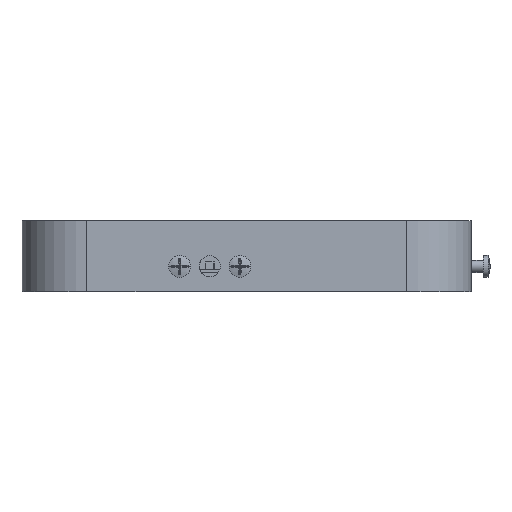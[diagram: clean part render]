
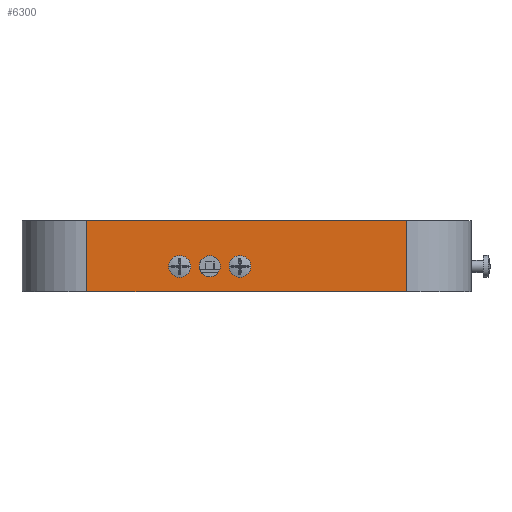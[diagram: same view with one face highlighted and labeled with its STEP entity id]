
A CAD part, left-side view. The second image highlights one B-rep face of the part: STEP entity #6300.
In plain terms, the highlighted planar face has unit normal (-1, 0, 0).
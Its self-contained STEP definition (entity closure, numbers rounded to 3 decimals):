
#181 = CARTESIAN_POINT ( 'NONE',  ( -13.2, 0., 4. ) ) ;
#205 = DIRECTION ( 'NONE',  ( 0., -1., 0. ) ) ;
#447 = CARTESIAN_POINT ( 'NONE',  ( -13.2, 33.884, 3.728 ) ) ;
#551 = DIRECTION ( 'NONE',  ( -1., 0., 0. ) ) ;
#716 = EDGE_CURVE ( 'NONE', #6827, #7410, #3363, .T. ) ;
#928 = VERTEX_POINT ( 'NONE', #8949 ) ;
#990 = VERTEX_POINT ( 'NONE', #8532 ) ;
#1018 = VERTEX_POINT ( 'NONE', #6788 ) ;
#1386 = CIRCLE ( 'NONE', #8320, 1.45 ) ;
#1446 = CARTESIAN_POINT ( 'NONE',  ( -13.2, 65., 0. ) ) ;
#1462 = DIRECTION ( 'NONE',  ( 0., 0., -1. ) ) ;
#1467 = VERTEX_POINT ( 'NONE', #447 ) ;
#1479 = CARTESIAN_POINT ( 'NONE',  ( -13.2, 46.124, 5.178 ) ) ;
#1791 = CARTESIAN_POINT ( 'NONE',  ( -13.2, 65., 14.5 ) ) ;
#1840 = EDGE_LOOP ( 'NONE', ( #8849, #13293 ) ) ;
#1844 = EDGE_CURVE ( 'NONE', #2113, #9656, #3986, .T. ) ;
#1908 = CIRCLE ( 'NONE', #8118, 1.45 ) ;
#1911 = EDGE_CURVE ( 'NONE', #6132, #928, #11617, .T. ) ;
#1954 = ORIENTED_EDGE ( 'NONE', *, *, #1911, .F. ) ;
#1973 = EDGE_CURVE ( 'NONE', #1018, #990, #8302, .T. ) ;
#2113 = VERTEX_POINT ( 'NONE', #10312 ) ;
#2235 = ORIENTED_EDGE ( 'NONE', *, *, #11808, .T. ) ;
#2383 = FACE_BOUND ( 'NONE', #2934, .T. ) ;
#2587 = CIRCLE ( 'NONE', #9539, 1.45 ) ;
#2643 = EDGE_CURVE ( 'NONE', #990, #1018, #11653, .T. ) ;
#2934 = EDGE_LOOP ( 'NONE', ( #3815, #3732 ) ) ;
#2954 = CARTESIAN_POINT ( 'NONE',  ( -13.2, 33.884, 5.178 ) ) ;
#2979 = CARTESIAN_POINT ( 'NONE',  ( -13.2, 40., 5.198 ) ) ;
#3254 = ORIENTED_EDGE ( 'NONE', *, *, #14234, .F. ) ;
#3363 = LINE ( 'NONE', #9518, #12484 ) ;
#3579 = DIRECTION ( 'NONE',  ( 0., 0., 1. ) ) ;
#3732 = ORIENTED_EDGE ( 'NONE', *, *, #7580, .F. ) ;
#3815 = ORIENTED_EDGE ( 'NONE', *, *, #1844, .F. ) ;
#3980 = CARTESIAN_POINT ( 'NONE',  ( -13.2, 65., 4. ) ) ;
#3986 = CIRCLE ( 'NONE', #11430, 1.45 ) ;
#4844 = AXIS2_PLACEMENT_3D ( 'NONE', #6961, #9128, #1462 ) ;
#5276 = EDGE_CURVE ( 'NONE', #8452, #1467, #2587, .T. ) ;
#5585 = DIRECTION ( 'NONE',  ( -1., 0., 0. ) ) ;
#5759 = FACE_BOUND ( 'NONE', #1840, .T. ) ;
#5786 = DIRECTION ( 'NONE',  ( -1., 0., 0. ) ) ;
#5911 = DIRECTION ( 'NONE',  ( -1., 0., 0. ) ) ;
#6008 = ORIENTED_EDGE ( 'NONE', *, *, #2643, .F. ) ;
#6044 = VECTOR ( 'NONE', #8636, 1000. ) ;
#6132 = VERTEX_POINT ( 'NONE', #1791 ) ;
#6300 = ADVANCED_FACE ( 'NONE', ( #2383, #7924, #6884, #5759 ), #10341, .F. ) ;
#6584 = ORIENTED_EDGE ( 'NONE', *, *, #1973, .F. ) ;
#6709 = ORIENTED_EDGE ( 'NONE', *, *, #716, .T. ) ;
#6716 = DIRECTION ( 'NONE',  ( 0., 0., -1. ) ) ;
#6788 = CARTESIAN_POINT ( 'NONE',  ( -13.2, 42.15, 5.198 ) ) ;
#6827 = VERTEX_POINT ( 'NONE', #1446 ) ;
#6884 = FACE_OUTER_BOUND ( 'NONE', #11971, .T. ) ;
#6961 = CARTESIAN_POINT ( 'NONE',  ( -13.2, 0., 4. ) ) ;
#7246 = EDGE_LOOP ( 'NONE', ( #6008, #6584 ) ) ;
#7410 = VERTEX_POINT ( 'NONE', #12093 ) ;
#7580 = EDGE_CURVE ( 'NONE', #9656, #2113, #1908, .T. ) ;
#7688 = CARTESIAN_POINT ( 'NONE',  ( -13.2, 46.124, 3.728 ) ) ;
#7924 = FACE_BOUND ( 'NONE', #7246, .T. ) ;
#7952 = CARTESIAN_POINT ( 'NONE',  ( -13.2, 40., 5.198 ) ) ;
#8118 = AXIS2_PLACEMENT_3D ( 'NONE', #1479, #9506, #8229 ) ;
#8229 = DIRECTION ( 'NONE',  ( 0., 0., 1. ) ) ;
#8301 = VECTOR ( 'NONE', #6716, 1000. ) ;
#8302 = CIRCLE ( 'NONE', #14072, 2.15 ) ;
#8304 = CARTESIAN_POINT ( 'NONE',  ( -13.2, 46.124, 5.178 ) ) ;
#8320 = AXIS2_PLACEMENT_3D ( 'NONE', #10843, #551, #14632 ) ;
#8452 = VERTEX_POINT ( 'NONE', #13892 ) ;
#8532 = CARTESIAN_POINT ( 'NONE',  ( -13.2, 37.85, 5.198 ) ) ;
#8636 = DIRECTION ( 'NONE',  ( 0., 0., -1. ) ) ;
#8849 = ORIENTED_EDGE ( 'NONE', *, *, #5276, .F. ) ;
#8949 = CARTESIAN_POINT ( 'NONE',  ( -13.2, 0., 14.5 ) ) ;
#8994 = AXIS2_PLACEMENT_3D ( 'NONE', #7952, #5786, #12555 ) ;
#9128 = DIRECTION ( 'NONE',  ( 1., 0., 0. ) ) ;
#9506 = DIRECTION ( 'NONE',  ( -1., 0., 0. ) ) ;
#9518 = CARTESIAN_POINT ( 'NONE',  ( -13.2, 0., 0. ) ) ;
#9539 = AXIS2_PLACEMENT_3D ( 'NONE', #2954, #10766, #13164 ) ;
#9656 = VERTEX_POINT ( 'NONE', #7688 ) ;
#10155 = EDGE_CURVE ( 'NONE', #1467, #8452, #1386, .T. ) ;
#10166 = LINE ( 'NONE', #181, #8301 ) ;
#10312 = CARTESIAN_POINT ( 'NONE',  ( -13.2, 46.124, 6.628 ) ) ;
#10341 = PLANE ( 'NONE',  #4844 ) ;
#10494 = CARTESIAN_POINT ( 'NONE',  ( -13.2, 0., 14.5 ) ) ;
#10766 = DIRECTION ( 'NONE',  ( -1., 0., 0. ) ) ;
#10843 = CARTESIAN_POINT ( 'NONE',  ( -13.2, 33.884, 5.178 ) ) ;
#11430 = AXIS2_PLACEMENT_3D ( 'NONE', #8304, #5911, #3579 ) ;
#11617 = LINE ( 'NONE', #10494, #12395 ) ;
#11653 = CIRCLE ( 'NONE', #8994, 2.15 ) ;
#11808 = EDGE_CURVE ( 'NONE', #6132, #6827, #13151, .T. ) ;
#11971 = EDGE_LOOP ( 'NONE', ( #6709, #3254, #1954, #2235 ) ) ;
#12093 = CARTESIAN_POINT ( 'NONE',  ( -13.2, 0., 0. ) ) ;
#12395 = VECTOR ( 'NONE', #205, 1000. ) ;
#12484 = VECTOR ( 'NONE', #14027, 1000. ) ;
#12555 = DIRECTION ( 'NONE',  ( 0., 0., -1. ) ) ;
#13151 = LINE ( 'NONE', #3980, #6044 ) ;
#13164 = DIRECTION ( 'NONE',  ( 0., 0., 1. ) ) ;
#13293 = ORIENTED_EDGE ( 'NONE', *, *, #10155, .F. ) ;
#13892 = CARTESIAN_POINT ( 'NONE',  ( -13.2, 33.884, 6.628 ) ) ;
#14027 = DIRECTION ( 'NONE',  ( 0., -1., 0. ) ) ;
#14072 = AXIS2_PLACEMENT_3D ( 'NONE', #2979, #5585, #14172 ) ;
#14172 = DIRECTION ( 'NONE',  ( 0., 0., -1. ) ) ;
#14234 = EDGE_CURVE ( 'NONE', #928, #7410, #10166, .T. ) ;
#14632 = DIRECTION ( 'NONE',  ( 0., 0., 1. ) ) ;
